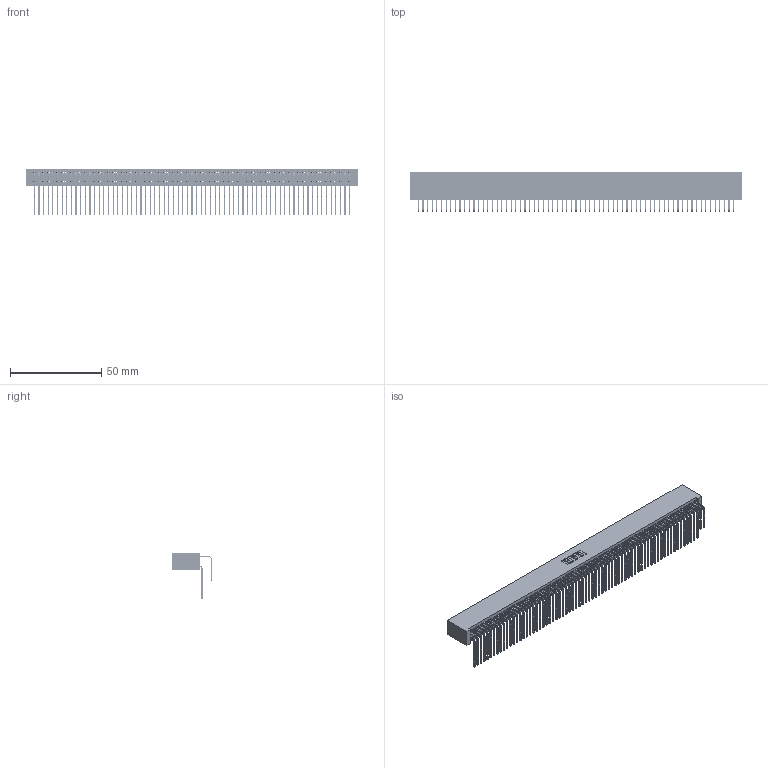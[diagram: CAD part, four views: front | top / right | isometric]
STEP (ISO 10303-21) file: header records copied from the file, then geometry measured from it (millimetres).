
FILE_DESCRIPTION (( 'STEP AP203' ), '1' );
FILE_NAME ('395-138-558-201.STEP', '2018-12-05T17:28:12', ( '' ), ( '' ), 'SwSTEP 2.0', 'SolidWorks 2016', '' );
FILE_SCHEMA (( 'CONFIG_CONTROL_DESIGN' ));
Length unit declared in the file: inch
Products named in the file (4): 345 Part_No Mounting Lugs; 395-138-558-201; 345-292-001_558 Tail - 2; 345-292-001_558 559 Tail - 1
Assembly tree (139 placements, depth 2):
  395-138-558-201
    345 Part_No Mounting Lugs
    345-292-001_558 559 Tail - 1  x69
    345-292-001_558 Tail - 2  x69
Bounding box: 181.86 x 21.83 x 25.53 mm (x, y, z)
Volume: 19329.1 mm3; surface area: 33141.3 mm2
Topology: 139 solids, 139 shells, 7294 faces, 21707 edges, 14286 vertices
Faces by surface type: plane 4906, cylinder 2388
Entity records: 51879 total; most frequent: CARTESIAN_POINT 8715, ORIENTED_EDGE 8598, DIRECTION 7619, EDGE_CURVE 4299, VECTOR 3859, LINE 3859, VERTEX_POINT 2862, AXIS2_PLACEMENT_3D 1880
